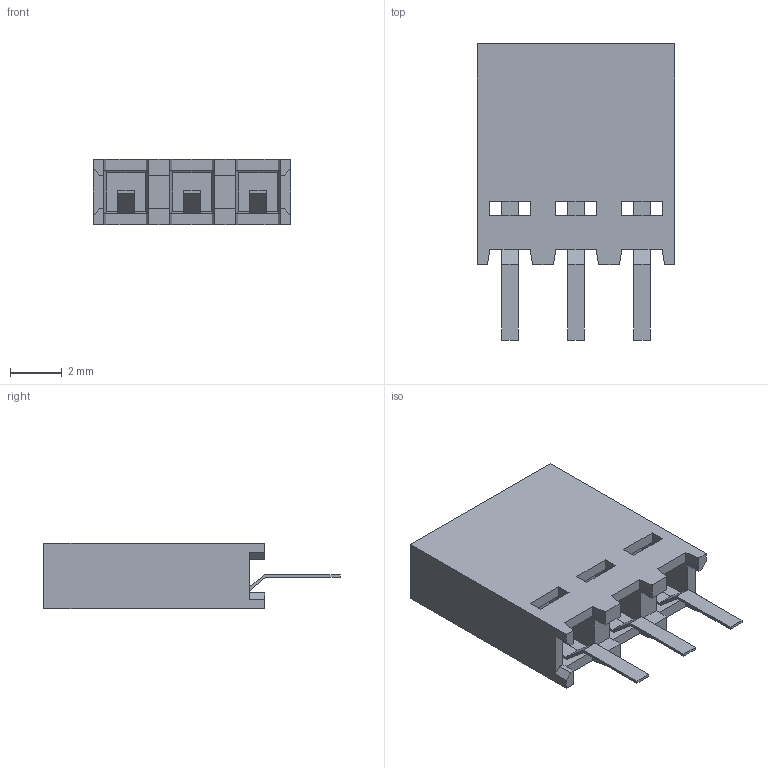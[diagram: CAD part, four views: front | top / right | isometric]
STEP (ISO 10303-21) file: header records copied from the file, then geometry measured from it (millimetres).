
FILE_DESCRIPTION((''),'2;1');
FILE_NAME('901471103','2014-04-10T',('me'),(''),'PRO/ENGINEER BY PARAMETRIC TECHNOLOGY CORPORATION, 2011490','PRO/ENGINEER BY PARAMETRIC TECHNOLOGY CORPORATION, 2011490','');
FILE_SCHEMA(('CONFIG_CONTROL_DESIGN'));
Length unit declared in the file: millimetre
Products named in the file (1): 901471103
Bounding box: 7.62 x 11.4 x 2.54 mm (x, y, z)
Volume: 131.6 mm3; surface area: 282.7 mm2
Topology: 1 solids, 1 shells, 152 faces, 451 edges, 294 vertices
Faces by surface type: plane 152
Entity records: 5029 total; most frequent: CARTESIAN_POINT 892, ORIENTED_EDGE 890, DIRECTION 763, VECTOR 445, LINE 445, EDGE_CURVE 445, VERTEX_POINT 288, EDGE_LOOP 163
